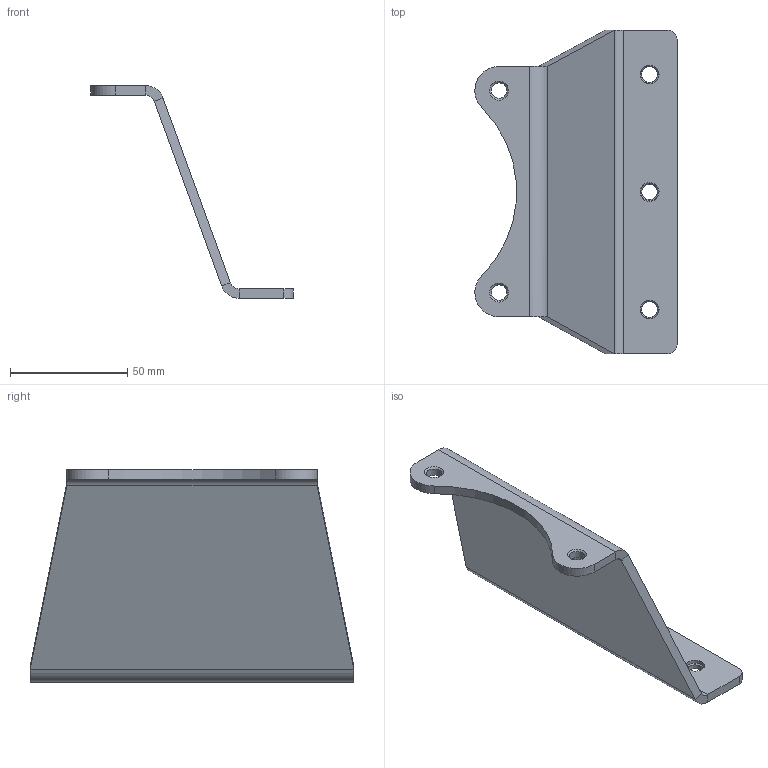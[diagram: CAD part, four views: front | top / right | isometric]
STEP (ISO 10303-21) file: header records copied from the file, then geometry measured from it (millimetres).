
FILE_DESCRIPTION(/* description */ (''),/* implementation_level */ '2;1');
FILE_NAME(/* name */ 'Save2 v2 Copy v17.step',/* time_stamp */ '2024-10-15T18:43:51+11:00',/* author */ (''),/* organization */ (''),/* preprocessor_version */ 'ST-DEVELOPER v20',/* originating_system */ 'Autodesk Translation Framework v13.20.0.188',/* authorisation */ '');
FILE_SCHEMA (('AUTOMOTIVE_DESIGN { 1 0 10303 214 3 1 1 }'));
Length unit declared in the file: millimetre
Products named in the file (1): Save2 v2 Copy
Bounding box: 86.09 x 137.85 x 90.48 mm (x, y, z)
Volume: 65816.9 mm3; surface area: 35490 mm2
Topology: 1 solids, 1 shells, 42 faces, 91 edges, 54 vertices
Faces by surface type: plane 18, cylinder 17, cone 5, bspline 2
Full cylindrical faces by diameter (mm): 6.6 x5, 8 x3
Entity records: 1232 total; most frequent: CARTESIAN_POINT 250, DIRECTION 205, ORIENTED_EDGE 182, EDGE_CURVE 91, AXIS2_PLACEMENT_3D 77, EDGE_LOOP 55, VERTEX_POINT 54, LINE 51
